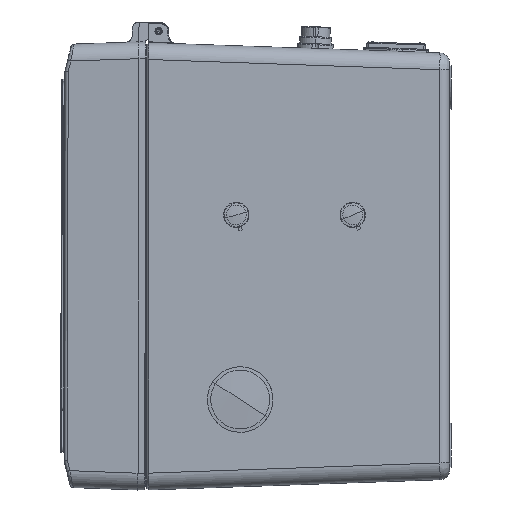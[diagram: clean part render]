
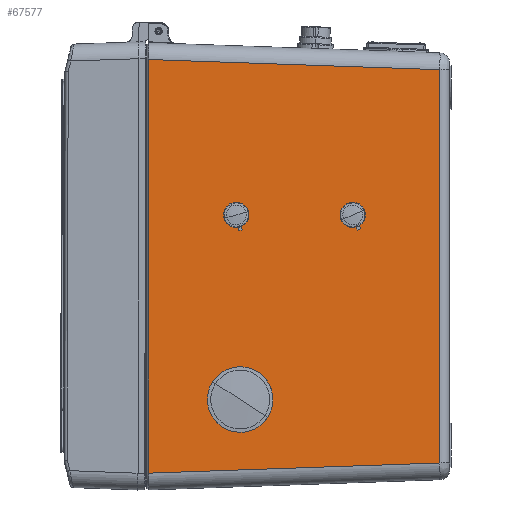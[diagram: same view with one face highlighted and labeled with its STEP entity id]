
A CAD part, left-side view. The second image highlights one B-rep face of the part: STEP entity #67577.
In plain terms, the highlighted planar face has unit normal (-0.999, -0.035, 0).
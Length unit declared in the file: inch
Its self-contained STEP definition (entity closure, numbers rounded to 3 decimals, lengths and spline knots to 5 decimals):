
#134 = LINE ( 'NONE', #16009, #26696 ) ;
#428 = VERTEX_POINT ( 'NONE', #74640 ) ;
#483 = ORIENTED_EDGE ( 'NONE', *, *, #46723, .T. ) ;
#2871 = EDGE_CURVE ( 'NONE', #81708, #428, #29266, .T. ) ;
#5041 = LINE ( 'NONE', #36088, #20417 ) ;
#6493 = ORIENTED_EDGE ( 'NONE', *, *, #32448, .F. ) ;
#6755 = EDGE_LOOP ( 'NONE', ( #58298, #21960 ) ) ;
#7550 = EDGE_CURVE ( 'NONE', #26534, #91302, #20441, .T. ) ;
#8640 = DIRECTION ( 'NONE',  ( -0.999, -0.035, 0. ) ) ;
#12715 = ORIENTED_EDGE ( 'NONE', *, *, #68193, .F. ) ;
#12844 = ORIENTED_EDGE ( 'NONE', *, *, #69744, .T. ) ;
#12848 = DIRECTION ( 'NONE',  ( 0., 0., 1. ) ) ;
#14605 = FACE_BOUND ( 'NONE', #70062, .T. ) ;
#16009 = CARTESIAN_POINT ( 'NONE',  ( -1.24184, -2.76249, -6.73742 ) ) ;
#16198 = EDGE_CURVE ( 'NONE', #61322, #49057, #44582, .T. ) ;
#17356 = DIRECTION ( 'NONE',  ( 0.035, -0.999, 0. ) ) ;
#19165 = EDGE_LOOP ( 'NONE', ( #12715, #32161 ) ) ;
#20417 = VECTOR ( 'NONE', #60256, 39.37008 ) ;
#20441 = LINE ( 'NONE', #30400, #46994 ) ;
#21960 = ORIENTED_EDGE ( 'NONE', *, *, #70262, .F. ) ;
#23026 = PLANE ( 'NONE',  #96132 ) ;
#23162 = DIRECTION ( 'NONE',  ( -0.999, -0.035, 0. ) ) ;
#23530 = EDGE_LOOP ( 'NONE', ( #483, #42158, #59459, #12844 ) ) ;
#25405 = DIRECTION ( 'NONE',  ( -0.999, -0.035, 0. ) ) ;
#25661 = CARTESIAN_POINT ( 'NONE',  ( -1.43683, 2.82144, 0.75386 ) ) ;
#26534 = VERTEX_POINT ( 'NONE', #25661 ) ;
#26696 = VECTOR ( 'NONE', #95863, 39.37008 ) ;
#27730 = VERTEX_POINT ( 'NONE', #74986 ) ;
#27843 = DIRECTION ( 'NONE',  ( -0.999, -0.035, 0. ) ) ;
#28278 = CIRCLE ( 'NONE', #35045, 0.5465 ) ;
#29258 = CARTESIAN_POINT ( 'NONE',  ( -1.29609, -1.20877, -2.13518 ) ) ;
#29266 = CIRCLE ( 'NONE', #42765, 0.5465 ) ;
#29809 = EDGE_CURVE ( 'NONE', #27730, #49591, #30230, .T. ) ;
#29877 = DIRECTION ( 'NONE',  ( 0., 0., -1. ) ) ;
#30230 = CIRCLE ( 'NONE', #43702, 0.236 ) ;
#30400 = CARTESIAN_POINT ( 'NONE',  ( -1.43683, 2.82144, -6.93347 ) ) ;
#31458 = CIRCLE ( 'NONE', #49965, 0.236 ) ;
#31901 = FACE_OUTER_BOUND ( 'NONE', #23530, .T. ) ;
#32161 = ORIENTED_EDGE ( 'NONE', *, *, #29809, .F. ) ;
#32448 = EDGE_CURVE ( 'NONE', #428, #81708, #28278, .T. ) ;
#35045 = AXIS2_PLACEMENT_3D ( 'NONE', #81187, #25405, #49647 ) ;
#36088 = CARTESIAN_POINT ( 'NONE',  ( -1.2322, -3.03839, 0.54923 ) ) ;
#39432 = DIRECTION ( 'NONE',  ( 0.035, -0.999, 0. ) ) ;
#42158 = ORIENTED_EDGE ( 'NONE', *, *, #7550, .T. ) ;
#42613 = CARTESIAN_POINT ( 'NONE',  ( -1.30433, -0.97292, -2.13518 ) ) ;
#42765 = AXIS2_PLACEMENT_3D ( 'NONE', #56978, #8640, #48112 ) ;
#43234 = VERTEX_POINT ( 'NONE', #97601 ) ;
#43702 = AXIS2_PLACEMENT_3D ( 'NONE', #65691, #88840, #17356 ) ;
#44582 = CIRCLE ( 'NONE', #91519, 0.236 ) ;
#45074 = ORIENTED_EDGE ( 'NONE', *, *, #2871, .F. ) ;
#46676 = FACE_BOUND ( 'NONE', #6755, .T. ) ;
#46723 = EDGE_CURVE ( 'NONE', #86613, #26534, #5041, .T. ) ;
#46994 = VECTOR ( 'NONE', #29877, 39.37008 ) ;
#48112 = DIRECTION ( 'NONE',  ( 0.035, -0.999, 0. ) ) ;
#49057 = VERTEX_POINT ( 'NONE', #86060 ) ;
#49591 = VERTEX_POINT ( 'NONE', #69530 ) ;
#49647 = DIRECTION ( 'NONE',  ( 0.035, -0.999, 0. ) ) ;
#49965 = AXIS2_PLACEMENT_3D ( 'NONE', #42613, #27843, #51038 ) ;
#51038 = DIRECTION ( 'NONE',  ( 0.035, -0.999, 0. ) ) ;
#56978 = CARTESIAN_POINT ( 'NONE',  ( -1.37741, 1.11991, -5.56457 ) ) ;
#57913 = CARTESIAN_POINT ( 'NONE',  ( -1.3799, 1.19112, -2.13518 ) ) ;
#58298 = ORIENTED_EDGE ( 'NONE', *, *, #16198, .F. ) ;
#59459 = ORIENTED_EDGE ( 'NONE', *, *, #84375, .T. ) ;
#59558 = AXIS2_PLACEMENT_3D ( 'NONE', #57913, #91899, #69317 ) ;
#59907 = VECTOR ( 'NONE', #12848, 39.37008 ) ;
#60256 = DIRECTION ( 'NONE',  ( -0.035, 0.999, 0.035 ) ) ;
#61322 = VERTEX_POINT ( 'NONE', #29258 ) ;
#62926 = CIRCLE ( 'NONE', #59558, 0.236 ) ;
#63964 = FACE_BOUND ( 'NONE', #19165, .T. ) ;
#65691 = CARTESIAN_POINT ( 'NONE',  ( -1.3799, 1.19112, -2.13518 ) ) ;
#66033 = DIRECTION ( 'NONE',  ( 0.035, -0.999, 0. ) ) ;
#66537 = CARTESIAN_POINT ( 'NONE',  ( -1.35834, 0.57374, -5.56457 ) ) ;
#67577 = ADVANCED_FACE ( 'NONE', ( #31901, #14605, #46676, #63964 ), #23026, .T. ) ;
#68193 = EDGE_CURVE ( 'NONE', #49591, #27730, #62926, .T. ) ;
#69317 = DIRECTION ( 'NONE',  ( 0.035, -0.999, 0. ) ) ;
#69530 = CARTESIAN_POINT ( 'NONE',  ( -1.37166, 0.95526, -2.13518 ) ) ;
#69744 = EDGE_CURVE ( 'NONE', #43234, #86613, #91682, .T. ) ;
#70062 = EDGE_LOOP ( 'NONE', ( #45074, #6493 ) ) ;
#70262 = EDGE_CURVE ( 'NONE', #49057, #61322, #31458, .T. ) ;
#74640 = CARTESIAN_POINT ( 'NONE',  ( -1.39648, 1.66608, -5.56457 ) ) ;
#74917 = CARTESIAN_POINT ( 'NONE',  ( -1.24779, -2.59193, 0.55849 ) ) ;
#74986 = CARTESIAN_POINT ( 'NONE',  ( -1.38813, 1.42698, -2.13518 ) ) ;
#80414 = CARTESIAN_POINT ( 'NONE',  ( -1.43683, 2.82144, -6.93242 ) ) ;
#81087 = CARTESIAN_POINT ( 'NONE',  ( -1.24779, -2.59193, 0.56482 ) ) ;
#81187 = CARTESIAN_POINT ( 'NONE',  ( -1.37741, 1.11991, -5.56457 ) ) ;
#81708 = VERTEX_POINT ( 'NONE', #66537 ) ;
#84172 = CARTESIAN_POINT ( 'NONE',  ( -1.30433, -0.97292, -2.13518 ) ) ;
#84375 = EDGE_CURVE ( 'NONE', #91302, #43234, #134, .T. ) ;
#86060 = CARTESIAN_POINT ( 'NONE',  ( -1.31256, -0.73706, -2.13518 ) ) ;
#86613 = VERTEX_POINT ( 'NONE', #81087 ) ;
#88162 = DIRECTION ( 'NONE',  ( -0.999, -0.035, 0. ) ) ;
#88840 = DIRECTION ( 'NONE',  ( -0.999, -0.035, 0. ) ) ;
#91302 = VERTEX_POINT ( 'NONE', #80414 ) ;
#91519 = AXIS2_PLACEMENT_3D ( 'NONE', #84172, #23162, #39432 ) ;
#91682 = LINE ( 'NONE', #74917, #59907 ) ;
#91899 = DIRECTION ( 'NONE',  ( -0.999, -0.035, 0. ) ) ;
#95863 = DIRECTION ( 'NONE',  ( 0.035, -0.999, 0.035 ) ) ;
#96132 = AXIS2_PLACEMENT_3D ( 'NONE', #97570, #88162, #66033 ) ;
#97570 = CARTESIAN_POINT ( 'NONE',  ( -1.24146, -2.77337, -7.04935 ) ) ;
#97601 = CARTESIAN_POINT ( 'NONE',  ( -1.24779, -2.59193, -6.74338 ) ) ;
